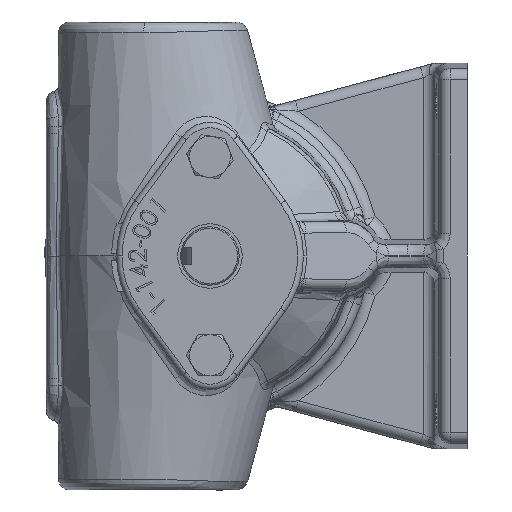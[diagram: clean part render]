
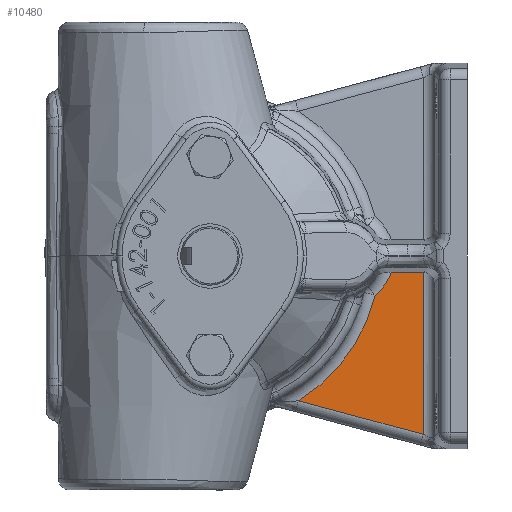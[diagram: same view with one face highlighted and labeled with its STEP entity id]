
A CAD part, left-side view. The second image highlights one B-rep face of the part: STEP entity #10480.
In plain terms, the highlighted planar face has unit normal (-1, 0, 0).
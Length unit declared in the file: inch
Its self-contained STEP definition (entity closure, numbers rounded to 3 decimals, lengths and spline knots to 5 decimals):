
#478 =( BOUNDED_CURVE ( )  B_SPLINE_CURVE ( 3, ( #7589, #26934, #33459, #14088 ),
 .UNSPECIFIED., .F., .T. ) 
 B_SPLINE_CURVE_WITH_KNOTS ( ( 4, 4 ),
 ( 3.89269, 3.92638 ),
 .UNSPECIFIED. ) 
 CURVE ( )  GEOMETRIC_REPRESENTATION_ITEM ( )  RATIONAL_B_SPLINE_CURVE ( ( 1., 1., 1., 1. ) ) 
 REPRESENTATION_ITEM ( '' )  );
#555 = DIRECTION ( 'NONE',  ( 1., 0., 0. ) ) ;
#954 = VERTEX_POINT ( 'NONE', #28002 ) ;
#1446 = DIRECTION ( 'NONE',  ( -1., 0., 0. ) ) ;
#1460 = CARTESIAN_POINT ( 'NONE',  ( -0.44, -1.76347, -0.41881 ) ) ;
#2106 = CARTESIAN_POINT ( 'NONE',  ( -0.44, -2.27964, -1.905 ) ) ;
#5697 = VECTOR ( 'NONE', #11428, 39.37008 ) ;
#6629 = CARTESIAN_POINT ( 'NONE',  ( -0.44, -2.2756, -0.1723 ) ) ;
#6703 = DIRECTION ( 'NONE',  ( 0., 0., 1. ) ) ;
#6823 = AXIS2_PLACEMENT_3D ( 'NONE', #19866, #555, #23076 ) ;
#7589 = CARTESIAN_POINT ( 'NONE',  ( -0.44, -2.27964, -0.17237 ) ) ;
#8184 = CARTESIAN_POINT ( 'NONE',  ( -0.44, 0., -0.1723 ) ) ;
#10480 = ADVANCED_FACE ( 'NONE', ( #27696 ), #20746, .T. ) ;
#11401 = EDGE_CURVE ( 'NONE', #39931, #13083, #32652, .T. ) ;
#11428 = DIRECTION ( 'NONE',  ( 0., 1., 0. ) ) ;
#11872 = CARTESIAN_POINT ( 'NONE',  ( -0.44, 0.32354, -1.20748 ) ) ;
#13083 = VERTEX_POINT ( 'NONE', #1460 ) ;
#14088 = CARTESIAN_POINT ( 'NONE',  ( -0.44, -2.2756, -0.1723 ) ) ;
#14237 = CARTESIAN_POINT ( 'NONE',  ( -0.44, -1.9391, -0.1723 ) ) ;
#14830 = LINE ( 'NONE', #30707, #32046 ) ;
#17682 = EDGE_LOOP ( 'NONE', ( #41852, #28270, #23967, #28361, #23693, #33490 ) ) ;
#17999 = DIRECTION ( 'NONE',  ( 1., 0., 0. ) ) ;
#19105 = EDGE_CURVE ( 'NONE', #25343, #39931, #41087, .T. ) ;
#19866 = CARTESIAN_POINT ( 'NONE',  ( -0.44, 0., 0. ) ) ;
#20738 = EDGE_CURVE ( 'NONE', #13083, #35834, #32800, .T. ) ;
#20746 = PLANE ( 'NONE',  #36468 ) ;
#22456 = EDGE_CURVE ( 'NONE', #954, #25343, #478, .T. ) ;
#22667 = VERTEX_POINT ( 'NONE', #2106 ) ;
#23076 = DIRECTION ( 'NONE',  ( 0., 0., 1. ) ) ;
#23545 = CARTESIAN_POINT ( 'NONE',  ( -0.44, 0., 0. ) ) ;
#23693 = ORIENTED_EDGE ( 'NONE', *, *, #19105, .T. ) ;
#23967 = ORIENTED_EDGE ( 'NONE', *, *, #33820, .T. ) ;
#23970 = DIRECTION ( 'NONE',  ( 0., 0., 1. ) ) ;
#24559 = AXIS2_PLACEMENT_3D ( 'NONE', #37388, #17999, #40647 ) ;
#25343 = VERTEX_POINT ( 'NONE', #6629 ) ;
#26934 = CARTESIAN_POINT ( 'NONE',  ( -0.44, -2.27829, -0.17232 ) ) ;
#27696 = FACE_OUTER_BOUND ( 'NONE', #17682, .T. ) ;
#28002 = CARTESIAN_POINT ( 'NONE',  ( -0.44, -2.27964, -0.17237 ) ) ;
#28021 = CARTESIAN_POINT ( 'NONE',  ( -0.44, -0.94419, -1.54717 ) ) ;
#28270 = ORIENTED_EDGE ( 'NONE', *, *, #31345, .T. ) ;
#28361 = ORIENTED_EDGE ( 'NONE', *, *, #22456, .T. ) ;
#30707 = CARTESIAN_POINT ( 'NONE',  ( -0.44, -2.27964, 0. ) ) ;
#31171 = LINE ( 'NONE', #11872, #32189 ) ;
#31345 = EDGE_CURVE ( 'NONE', #35834, #22667, #31171, .T. ) ;
#32046 = VECTOR ( 'NONE', #6703, 39.37008 ) ;
#32189 = VECTOR ( 'NONE', #34523, 39.37008 ) ;
#32652 = CIRCLE ( 'NONE', #24559, 0.55618 ) ;
#32800 = CIRCLE ( 'NONE', #6823, 1.81252 ) ;
#33459 = CARTESIAN_POINT ( 'NONE',  ( -0.44, -2.27695, -0.1723 ) ) ;
#33490 = ORIENTED_EDGE ( 'NONE', *, *, #11401, .T. ) ;
#33820 = EDGE_CURVE ( 'NONE', #22667, #954, #14830, .T. ) ;
#34523 = DIRECTION ( 'NONE',  ( 0., -0.966, -0.259 ) ) ;
#35834 = VERTEX_POINT ( 'NONE', #28021 ) ;
#36468 = AXIS2_PLACEMENT_3D ( 'NONE', #23545, #1446, #23970 ) ;
#37388 = CARTESIAN_POINT ( 'NONE',  ( -0.44, -1.4154, 0.015 ) ) ;
#39931 = VERTEX_POINT ( 'NONE', #14237 ) ;
#40647 = DIRECTION ( 'NONE',  ( 0., 0., 1. ) ) ;
#41087 = LINE ( 'NONE', #8184, #5697 ) ;
#41852 = ORIENTED_EDGE ( 'NONE', *, *, #20738, .T. ) ;
